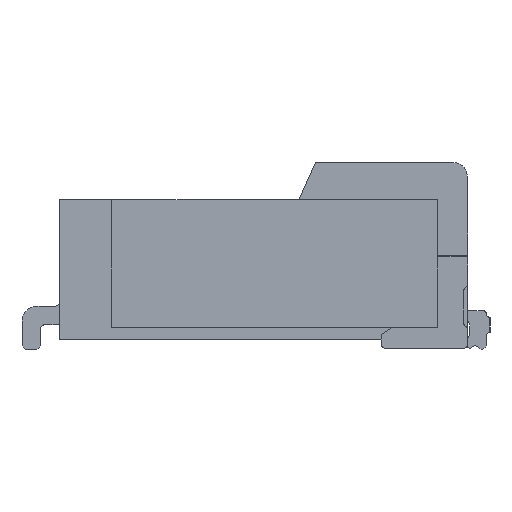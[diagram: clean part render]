
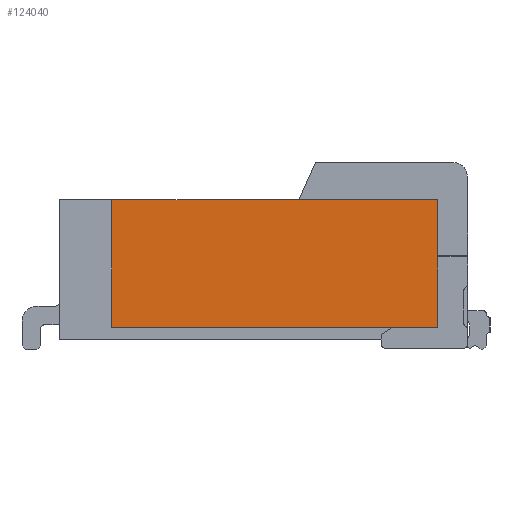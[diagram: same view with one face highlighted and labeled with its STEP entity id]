
A CAD part, left-side view. The second image highlights one B-rep face of the part: STEP entity #124040.
In plain terms, the highlighted planar face has unit normal (-1, 0, 0).
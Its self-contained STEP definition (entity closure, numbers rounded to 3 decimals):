
#74050=CARTESIAN_POINT('',(0.,-5.55,
0.28));
#74060=VERTEX_POINT('',#74050);
#74090=CARTESIAN_POINT('',(0.,-5.55,
-269.996));
#74100=DIRECTION('',(0.,0.,-1.));
#74110=VECTOR('',#74100,1.);
#74120=LINE('',#74090,#74110);
#74130=CARTESIAN_POINT('',(0.,-5.55,
1.98));
#74140=VERTEX_POINT('',#74130);
#74150=EDGE_CURVE('',#74140,#74060,#74120,.T.);
#74530=CARTESIAN_POINT('',(0.,-1.2,
0.28));
#74540=VERTEX_POINT('',#74530);
#74570=CARTESIAN_POINT('',(0.,-1.35,
0.28));
#74580=DIRECTION('',(0.,1.,0.));
#74590=VECTOR('',#74580,1.);
#74600=LINE('',#74570,#74590);
#74610=EDGE_CURVE('',#74060,#74540,#74600,.T.);
#88330=CARTESIAN_POINT('',(0.,-1.2,
1.98));
#88340=VERTEX_POINT('',#88330);
#88370=CARTESIAN_POINT('',(0.,-1.2,
-857.572));
#88380=DIRECTION('',(0.,0.,1.));
#88390=VECTOR('',#88380,1.);
#88400=LINE('',#88370,#88390);
#88410=EDGE_CURVE('',#74540,#88340,#88400,.T.);
#123880=CARTESIAN_POINT('',(0.,-1.35,
0.28));
#123890=DIRECTION('',(1.,0.,0.));
#123900=DIRECTION('',(0.,0.,1.));
#123910=AXIS2_PLACEMENT_3D('',#123880,#123890,#123900);
#123920=PLANE('',#123910);
#123930=ORIENTED_EDGE('',*,*,#74610,.F.);
#123940=ORIENTED_EDGE('',*,*,#88410,.F.);
#123950=CARTESIAN_POINT('',(0.,-1.35,
1.98));
#123960=DIRECTION('',(0.,1.,0.));
#123970=VECTOR('',#123960,1.);
#123980=LINE('',#123950,#123970);
#123990=EDGE_CURVE('',#74140,#88340,#123980,.T.);
#124000=ORIENTED_EDGE('',*,*,#123990,.T.);
#124010=ORIENTED_EDGE('',*,*,#74150,.F.);
#124020=EDGE_LOOP('',(#124010,#124000,#123940,#123930));
#124030=FACE_OUTER_BOUND('',#124020,.T.);
#124040=ADVANCED_FACE('',(#124030),#123920,.F.);
